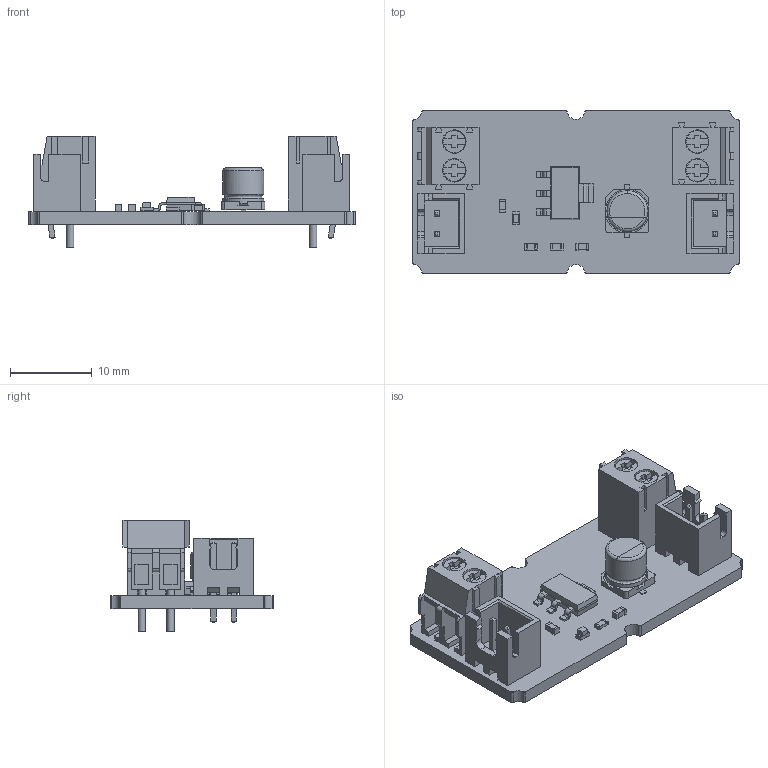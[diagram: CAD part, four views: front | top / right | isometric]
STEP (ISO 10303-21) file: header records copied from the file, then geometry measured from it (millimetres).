
FILE_DESCRIPTION(('KiCad electronic assembly'),'2;1');
FILE_NAME('AMS1117-3 Var2.step','2024-07-18T15:27:15',('Pcbnew'),( 'Kicad'),'Open CASCADE STEP processor 7.8','KiCad to STEP converter' ,'Unknown');
FILE_SCHEMA(('AUTOMOTIVE_DESIGN { 1 0 10303 214 1 1 1 1 }'));
Length unit declared in the file: millimetre
Products named in the file (16): AMS1117-3 Var2 1; R_0603_1608Metric; CP_Elec_5x5.3; CP_Elec_5x53; TerminalBlock_Phoenix_PT-1,5-2-3.5-H_1x02_P3.50mm_Horizontal; TerminalBlock_Phoenix_PT_15_2_35_H_1x02_P350mm_Horizontal; C_0603_1608Metric; LED_0603_1608Metric; JST_XH_B2B-XH-A_1x02_P2.50mm_Vertical; JST_B2B_XH_A; SOT-223; SOT_223; _autosave-AMS1117-3 Var2_PCB
Assembly tree (19 placements, depth 3):
  AMS1117-3 Var2 1
    R_0603_1608Metric
      R_0603_1608Metric
    CP_Elec_5x5.3
      CP_Elec_5x53
    TerminalBlock_Phoenix_PT-1,5-2-3.5-H_1x02_P3.50mm_Horizontal  x2
      TerminalBlock_Phoenix_PT_15_2_35_H_1x02_P350mm_Horizontal
    C_0603_1608Metric  x3
      C_0603_1608Metric
    LED_0603_1608Metric
      LED_0603_1608Metric
    JST_XH_B2B-XH-A_1x02_P2.50mm_Vertical  x2
      JST_B2B_XH_A
    SOT-223
      SOT_223
    _autosave-AMS1117-3 Var2_PCB
Bounding box: 40 x 20 x 13.7 mm (x, y, z)
Volume: 2393.2 mm3; surface area: 4343.6 mm2
Topology: 12 solids, 12 shells, 739 faces, 1966 edges, 1279 vertices
Faces by surface type: plane 572, cylinder 144, bspline 18, torus 4, revolution 1
Full cylindrical faces by diameter (mm): 0.9 x4, 1 x4, 1.2 x4, 2.7 x4, 2.9 x4, 5 x2
Entity records: 17925 total; most frequent: CARTESIAN_POINT 2769, ORIENTED_EDGE 2494, DIRECTION 2400, EDGE_CURVE 1247, LINE 991, VECTOR 991, VERTEX_POINT 807, AXIS2_PLACEMENT_3D 704
